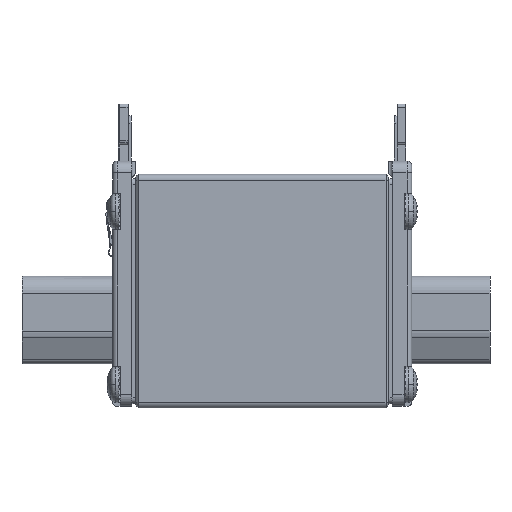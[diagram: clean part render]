
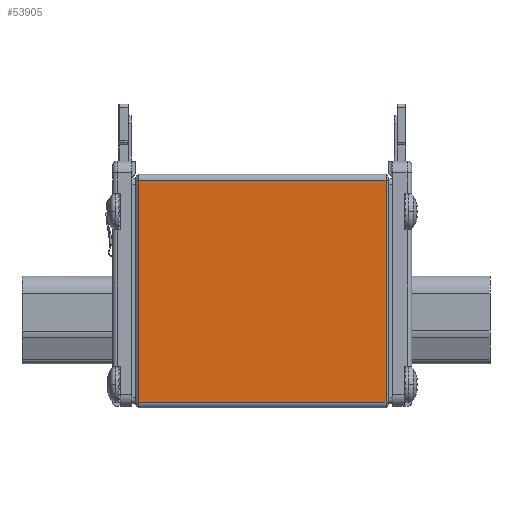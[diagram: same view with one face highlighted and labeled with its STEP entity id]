
A CAD part, left-side view. The second image highlights one B-rep face of the part: STEP entity #53905.
In plain terms, the highlighted planar face has unit normal (-1, 0, 0).
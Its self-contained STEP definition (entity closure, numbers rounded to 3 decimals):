
#20134=DIRECTION('',(0.,-1.,0.));
#20135=VECTOR('',#20134,42.4);
#20136=CARTESIAN_POINT('',(-10.35,-5.396,4.446));
#20137=LINE('',#20136,#20135);
#20162=DIRECTION('',(0.,0.,1.));
#20163=VECTOR('',#20162,38.);
#20164=CARTESIAN_POINT('',(-10.35,-47.796,-33.554));
#20165=LINE('',#20164,#20163);
#20199=DIRECTION('',(0.,-1.,0.));
#20200=VECTOR('',#20199,42.4);
#20201=CARTESIAN_POINT('',(-10.35,-5.396,-33.554));
#20202=LINE('',#20201,#20200);
#20366=DIRECTION('',(0.,0.,1.));
#20367=VECTOR('',#20366,38.);
#20368=CARTESIAN_POINT('',(-10.35,-5.396,-33.554));
#20369=LINE('',#20368,#20367);
#32659=CARTESIAN_POINT('',(-10.35,-47.796,-33.554));
#32660=VERTEX_POINT('',#32659);
#32665=CARTESIAN_POINT('',(-10.35,-47.796,4.446));
#32666=VERTEX_POINT('',#32665);
#32707=CARTESIAN_POINT('',(-10.35,-5.396,4.446));
#32708=VERTEX_POINT('',#32707);
#32713=CARTESIAN_POINT('',(-10.35,-5.396,-33.554));
#32714=VERTEX_POINT('',#32713);
#53891=CARTESIAN_POINT('',(-10.35,-48.296,-34.554));
#53892=DIRECTION('',(-1.,0.,0.));
#53893=DIRECTION('',(0.,0.,1.));
#53894=AXIS2_PLACEMENT_3D('',#53891,#53892,#53893);
#53895=PLANE('',#53894);
#53896=ORIENTED_EDGE('',*,*,#53882,.T.);
#53898=ORIENTED_EDGE('',*,*,#53897,.F.);
#53900=ORIENTED_EDGE('',*,*,#53899,.F.);
#53902=ORIENTED_EDGE('',*,*,#53901,.T.);
#53903=EDGE_LOOP('',(#53896,#53898,#53900,#53902));
#53904=FACE_OUTER_BOUND('',#53903,.F.);
#53905=ADVANCED_FACE('',(#53904),#53895,.T.);
#53882=EDGE_CURVE('',#32708,#32666,#20137,.T.);
#53897=EDGE_CURVE('',#32660,#32666,#20165,.T.);
#53899=EDGE_CURVE('',#32714,#32660,#20202,.T.);
#53901=EDGE_CURVE('',#32714,#32708,#20369,.T.);
